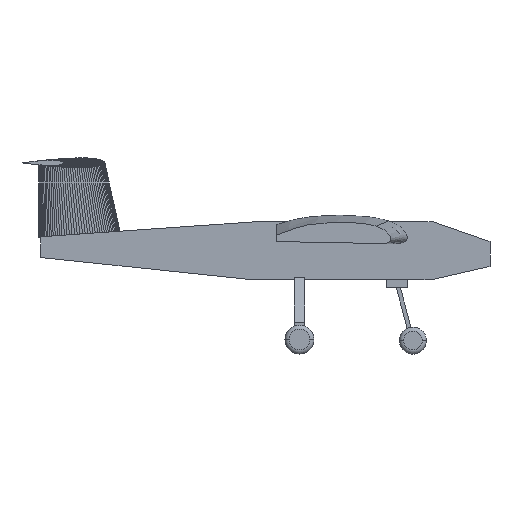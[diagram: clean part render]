
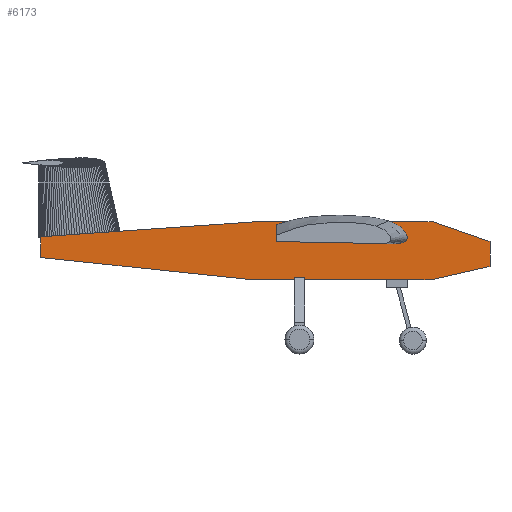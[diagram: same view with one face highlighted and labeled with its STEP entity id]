
A CAD part, front view. The second image highlights one B-rep face of the part: STEP entity #6173.
In plain terms, the highlighted face is planar.
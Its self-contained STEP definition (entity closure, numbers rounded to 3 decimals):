
#5892=CARTESIAN_POINT('Vertex',(-38.1,0.,0.)) ;
#5897=CARTESIAN_POINT('Line Origine',(-38.1,0.,-19.05)) ;
#5901=CARTESIAN_POINT('Vertex',(-38.1,0.,-38.1)) ;
#5928=CARTESIAN_POINT('Line Origine',(-38.1,88.9,-58.275)) ;
#5932=CARTESIAN_POINT('Vertex',(-38.1,177.8,-78.45)) ;
#5959=CARTESIAN_POINT('Line Origine',(-38.1,455.927,-78.45)) ;
#5963=CARTESIAN_POINT('Vertex',(-38.1,734.053,-78.45)) ;
#5990=CARTESIAN_POINT('Line Origine',(-38.1,1056.002,-44.611)) ;
#5994=CARTESIAN_POINT('Vertex',(-38.1,1377.95,-10.773)) ;
#6021=CARTESIAN_POINT('Line Origine',(-38.1,1377.95,20.977)) ;
#6025=CARTESIAN_POINT('Vertex',(-38.1,1377.95,52.727)) ;
#6052=CARTESIAN_POINT('Line Origine',(-38.1,1044.575,76.039)) ;
#6056=CARTESIAN_POINT('Vertex',(-38.1,711.2,99.35)) ;
#6083=CARTESIAN_POINT('Line Origine',(-38.1,444.5,99.35)) ;
#6087=CARTESIAN_POINT('Vertex',(-38.1,177.8,99.35)) ;
#6114=CARTESIAN_POINT('Line Origine',(-38.1,88.9,68.725)) ;
#6118=CARTESIAN_POINT('Vertex',(-38.1,0.,38.1)) ;
#6140=CARTESIAN_POINT('Line Origine',(-38.1,0.,19.05)) ;
#6157=CARTESIAN_POINT('Axis2P3D Location',(-38.1,0.,0.)) ;
#5898=DIRECTION('Vector Direction',(0.,0.,-1.)) ;
#5929=DIRECTION('Vector Direction',(0.,0.975,-0.221)) ;
#5960=DIRECTION('Vector Direction',(0.,1.,0.)) ;
#5991=DIRECTION('Vector Direction',(0.,0.995,0.105)) ;
#6022=DIRECTION('Vector Direction',(0.,0.,1.)) ;
#6053=DIRECTION('Vector Direction',(0.,0.998,-0.07)) ;
#6084=DIRECTION('Vector Direction',(0.,1.,0.)) ;
#6115=DIRECTION('Vector Direction',(0.,0.945,0.326)) ;
#6141=DIRECTION('Vector Direction',(0.,0.,1.)) ;
#6158=DIRECTION('Axis2P3D Direction',(1.,0.,0.)) ;
#6159=DIRECTION('Axis2P3D XDirection',(0.,1.,0.)) ;
#6160=AXIS2_PLACEMENT_3D('Plane Axis2P3D',#6157,#6158,#6159) ;
#6163=ORIENTED_EDGE('',*,*,#6144,.F.) ;
#6164=ORIENTED_EDGE('',*,*,#6120,.F.) ;
#6165=ORIENTED_EDGE('',*,*,#6089,.F.) ;
#6166=ORIENTED_EDGE('',*,*,#6058,.F.) ;
#6167=ORIENTED_EDGE('',*,*,#6027,.F.) ;
#6168=ORIENTED_EDGE('',*,*,#5996,.F.) ;
#6169=ORIENTED_EDGE('',*,*,#5965,.F.) ;
#6170=ORIENTED_EDGE('',*,*,#5934,.F.) ;
#6171=ORIENTED_EDGE('',*,*,#5903,.F.) ;
#5899=VECTOR('Line Direction',#5898,1.) ;
#5930=VECTOR('Line Direction',#5929,1.) ;
#5961=VECTOR('Line Direction',#5960,1.) ;
#5992=VECTOR('Line Direction',#5991,1.) ;
#6023=VECTOR('Line Direction',#6022,1.) ;
#6054=VECTOR('Line Direction',#6053,1.) ;
#6085=VECTOR('Line Direction',#6084,1.) ;
#6116=VECTOR('Line Direction',#6115,1.) ;
#6142=VECTOR('Line Direction',#6141,1.) ;
#6173=ADVANCED_FACE('PartBody',(#6172),#6161,.F.) ;
#5903=EDGE_CURVE('',#5893,#5902,#5900,.T.) ;
#5934=EDGE_CURVE('',#5902,#5933,#5931,.T.) ;
#5965=EDGE_CURVE('',#5933,#5964,#5962,.T.) ;
#5996=EDGE_CURVE('',#5964,#5995,#5993,.T.) ;
#6027=EDGE_CURVE('',#5995,#6026,#6024,.T.) ;
#6058=EDGE_CURVE('',#6026,#6057,#6055,.F.) ;
#6089=EDGE_CURVE('',#6057,#6088,#6086,.F.) ;
#6120=EDGE_CURVE('',#6088,#6119,#6117,.F.) ;
#6144=EDGE_CURVE('',#6119,#5893,#6143,.F.) ;
#6162=EDGE_LOOP('',(#6163,#6164,#6165,#6166,#6167,#6168,#6169,#6170,#6171)) ;
#6172=FACE_OUTER_BOUND('',#6162,.T.) ;
#5900=LINE('Line',#5897,#5899) ;
#5931=LINE('Line',#5928,#5930) ;
#5962=LINE('Line',#5959,#5961) ;
#5993=LINE('Line',#5990,#5992) ;
#6024=LINE('Line',#6021,#6023) ;
#6055=LINE('Line',#6052,#6054) ;
#6086=LINE('Line',#6083,#6085) ;
#6117=LINE('Line',#6114,#6116) ;
#6143=LINE('Line',#6140,#6142) ;
#6161=PLANE('Plane',#6160) ;
#5893=VERTEX_POINT('',#5892) ;
#5902=VERTEX_POINT('',#5901) ;
#5933=VERTEX_POINT('',#5932) ;
#5964=VERTEX_POINT('',#5963) ;
#5995=VERTEX_POINT('',#5994) ;
#6026=VERTEX_POINT('',#6025) ;
#6057=VERTEX_POINT('',#6056) ;
#6088=VERTEX_POINT('',#6087) ;
#6119=VERTEX_POINT('',#6118) ;
